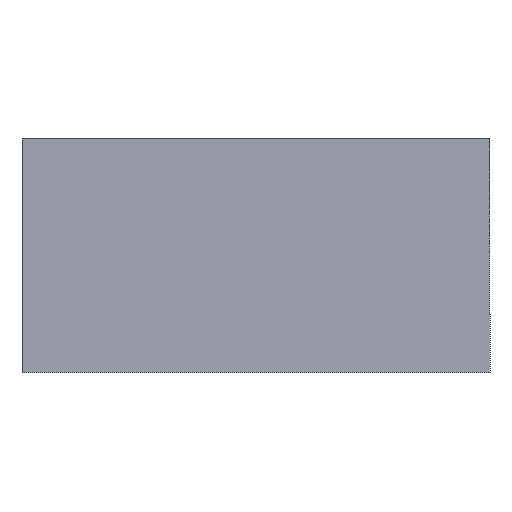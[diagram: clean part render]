
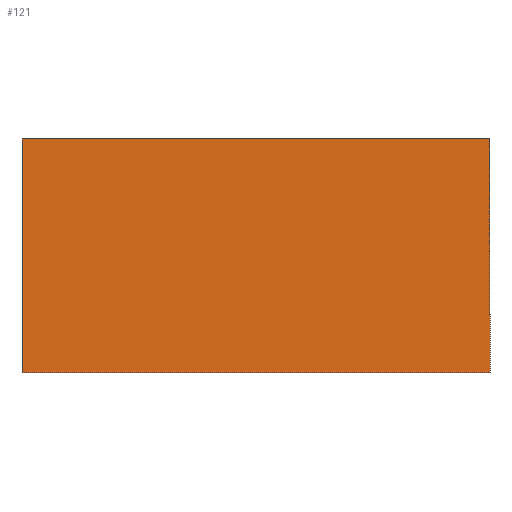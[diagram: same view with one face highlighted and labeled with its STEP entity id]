
A CAD part, front view. The second image highlights one B-rep face of the part: STEP entity #121.
In plain terms, the highlighted planar face has unit normal (0, -1, 0).
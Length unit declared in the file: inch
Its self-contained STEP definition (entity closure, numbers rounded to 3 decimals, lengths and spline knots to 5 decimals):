
#9 = LINE ( 'NONE', #146, #179 ) ;
#13 = ORIENTED_EDGE ( 'NONE', *, *, #131, .F. ) ;
#16 = CARTESIAN_POINT ( 'NONE',  ( -0.5, 0., 0.25 ) ) ;
#31 = VERTEX_POINT ( 'NONE', #159 ) ;
#39 = CARTESIAN_POINT ( 'NONE',  ( 0., 0., 0. ) ) ;
#44 = VERTEX_POINT ( 'NONE', #81 ) ;
#48 = EDGE_CURVE ( 'NONE', #63, #44, #66, .T. ) ;
#59 = PLANE ( 'NONE',  #112 ) ;
#63 = VERTEX_POINT ( 'NONE', #16 ) ;
#66 = LINE ( 'NONE', #185, #184 ) ;
#69 = DIRECTION ( 'NONE',  ( -1., 0., 0. ) ) ;
#71 = DIRECTION ( 'NONE',  ( 0., 0., 1. ) ) ;
#81 = CARTESIAN_POINT ( 'NONE',  ( 0.5, 0., 0.25 ) ) ;
#83 = VECTOR ( 'NONE', #178, 39.37008 ) ;
#89 = DIRECTION ( 'NONE',  ( 0., -1., 0. ) ) ;
#104 = LINE ( 'NONE', #117, #140 ) ;
#111 = EDGE_LOOP ( 'NONE', ( #181, #142, #13, #139 ) ) ;
#112 = AXIS2_PLACEMENT_3D ( 'NONE', #39, #89, #160 ) ;
#115 = DIRECTION ( 'NONE',  ( 1., 0., 0. ) ) ;
#117 = CARTESIAN_POINT ( 'NONE',  ( -0.5, 0., -0.25 ) ) ;
#120 = CARTESIAN_POINT ( 'NONE',  ( 0.5, 0., -0.25 ) ) ;
#121 = ADVANCED_FACE ( 'NONE', ( #134 ), #59, .T. ) ;
#131 = EDGE_CURVE ( 'NONE', #31, #63, #9, .T. ) ;
#134 = FACE_OUTER_BOUND ( 'NONE', #111, .T. ) ;
#139 = ORIENTED_EDGE ( 'NONE', *, *, #141, .F. ) ;
#140 = VECTOR ( 'NONE', #69, 39.37008 ) ;
#141 = EDGE_CURVE ( 'NONE', #152, #31, #104, .T. ) ;
#142 = ORIENTED_EDGE ( 'NONE', *, *, #48, .F. ) ;
#146 = CARTESIAN_POINT ( 'NONE',  ( -0.5, 0., 0.25 ) ) ;
#152 = VERTEX_POINT ( 'NONE', #120 ) ;
#159 = CARTESIAN_POINT ( 'NONE',  ( -0.5, 0., -0.25 ) ) ;
#160 = DIRECTION ( 'NONE',  ( 0., 0., -1. ) ) ;
#161 = EDGE_CURVE ( 'NONE', #44, #152, #165, .T. ) ;
#163 = CARTESIAN_POINT ( 'NONE',  ( 0.5, 0., 0.25 ) ) ;
#165 = LINE ( 'NONE', #163, #83 ) ;
#178 = DIRECTION ( 'NONE',  ( 0., 0., -1. ) ) ;
#179 = VECTOR ( 'NONE', #71, 39.37008 ) ;
#181 = ORIENTED_EDGE ( 'NONE', *, *, #161, .F. ) ;
#184 = VECTOR ( 'NONE', #115, 39.37008 ) ;
#185 = CARTESIAN_POINT ( 'NONE',  ( -0.5, 0., 0.25 ) ) ;
